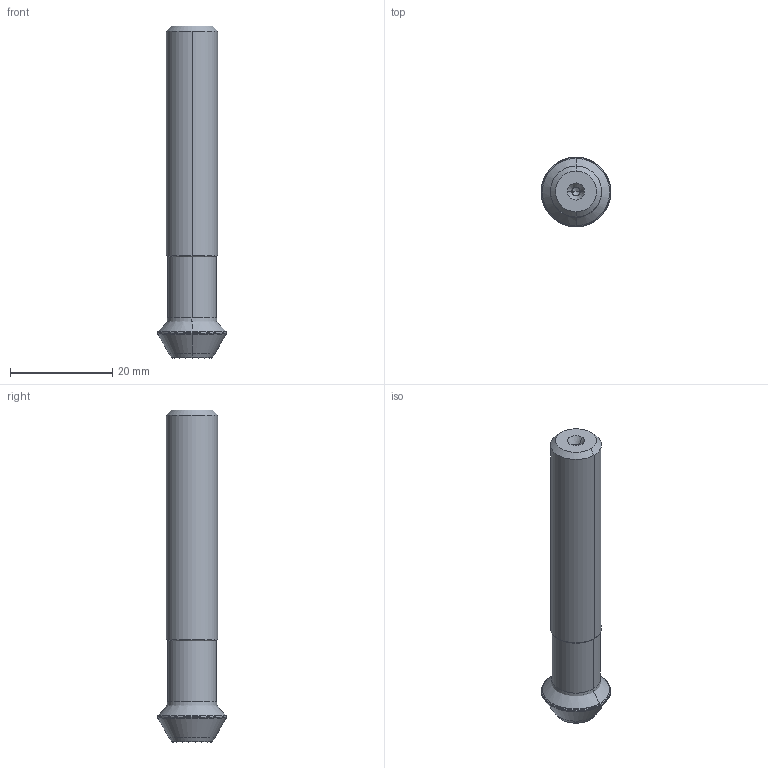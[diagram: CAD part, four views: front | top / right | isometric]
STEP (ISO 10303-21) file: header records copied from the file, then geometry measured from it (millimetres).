
FILE_DESCRIPTION((''),'2;1');
FILE_NAME('12M1D008025T1R00','2015-10-31T',('schorn'),(''),'PRO/ENGINEER BY PARAMETRIC TECHNOLOGY CORPORATION, 2011490','PRO/ENGINEER BY PARAMETRIC TECHNOLOGY CORPORATION, 2011490','');
FILE_SCHEMA(('AUTOMOTIVE_DESIGN { 1 2 10303 214 0 1 1 1 }'));
Length unit declared in the file: millimetre
Products named in the file (3): NOCUT; CUT; 12M1D008025T1R00
Assembly tree (2 placements, depth 2):
  12M1D008025T1R00
    NOCUT
    CUT
Bounding box: 13.65 x 13.65 x 65 mm (x, y, z)
Volume: 5589 mm3; surface area: 2649.9 mm2
Topology: 2 solids, 2 shells, 72 faces, 147 edges, 83 vertices
Faces by surface type: revolution 46, cone 12, cylinder 6, torus 6, plane 2
Entity records: 5284 total; most frequent: CARTESIAN_POINT 3167, DIRECTION 303, ORIENTED_EDGE 284, PRESENTATION_STYLE_ASSIGNMENT 153, STYLED_ITEM 153, CURVE_STYLE 151, EDGE_CURVE 142, AXIS2_PLACEMENT_3D 118
